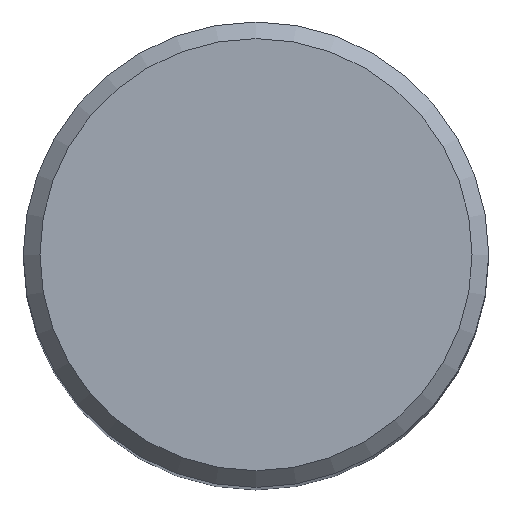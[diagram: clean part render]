
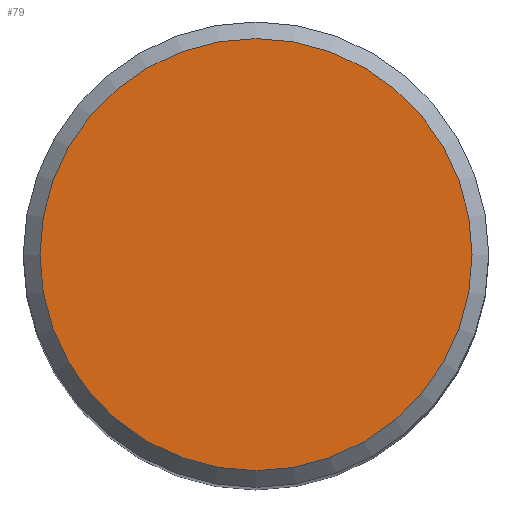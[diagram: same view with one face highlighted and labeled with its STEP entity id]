
A CAD part, top view. The second image highlights one B-rep face of the part: STEP entity #79.
In plain terms, the highlighted planar face has unit normal (0, 0, 1).
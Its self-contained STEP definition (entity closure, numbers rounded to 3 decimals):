
#47=PLANE('',#385);
#53=FACE_OUTER_BOUND('',#166,.T.);
#79=ADVANCED_FACE('',(#53),#47,.F.);
#166=EDGE_LOOP('',(#220));
#220=ORIENTED_EDGE('',*,*,#300,.T.);
#272=VERTEX_POINT('',#569);
#300=EDGE_CURVE('',#272,#272,#327,.T.);
#327=CIRCLE('',#383,6.5);
#383=AXIS2_PLACEMENT_3D('',#568,#451,#452);
#385=AXIS2_PLACEMENT_3D('',#571,#455,#456);
#451=DIRECTION('',(0.,0.,1.));
#452=DIRECTION('',(1.,0.,0.));
#455=DIRECTION('',(0.,0.,-1.));
#456=DIRECTION('',(1.,0.,0.));
#568=CARTESIAN_POINT('',(0.,0.,45.));
#569=CARTESIAN_POINT('',(6.5,0.,45.));
#571=CARTESIAN_POINT('',(0.,6.5,45.));
